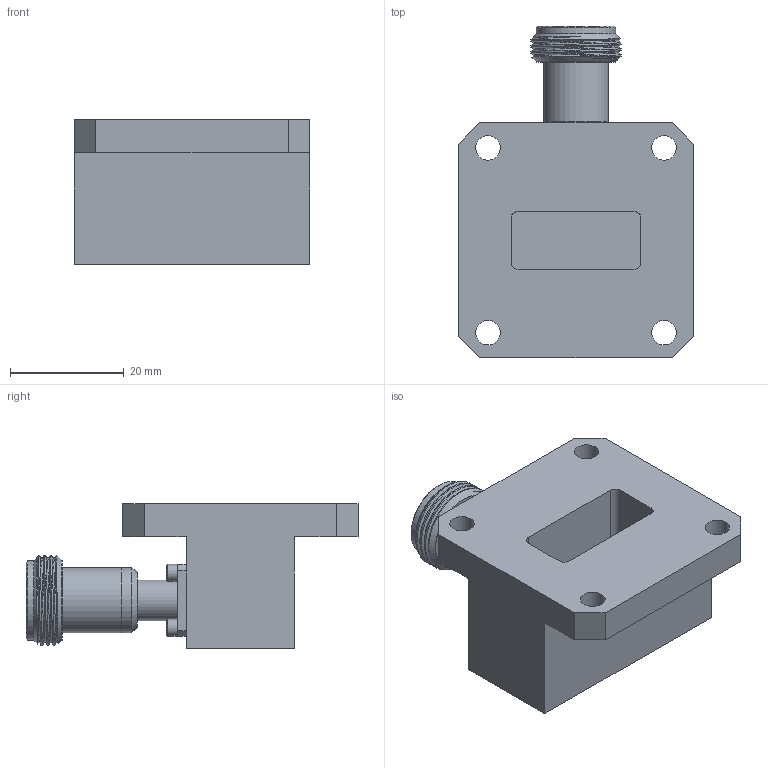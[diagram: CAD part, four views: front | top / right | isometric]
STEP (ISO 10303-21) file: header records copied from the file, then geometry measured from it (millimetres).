
FILE_DESCRIPTION (( 'STEP AP203' ), '1' );
FILE_NAME ('PE9801_3D.step', '2021-02-03T15:19:06', ( '' ), ( '' ), 'SwSTEP 2.0', 'SolidWorks 2018', '' );
FILE_SCHEMA (( 'CONFIG_CONTROL_DESIGN' ));
Length unit declared in the file: inch
Products named in the file (1): PE9801_3D
Bounding box: 41.4 x 58.4 x 25.43 mm (x, y, z)
Volume: 21771.1 mm3; surface area: 10240.1 mm2
Topology: 1 solids, 1 shells, 152 faces, 346 edges, 212 vertices
Faces by surface type: plane 86, cone 41, cylinder 22, bspline 3
Full cylindrical faces by diameter (mm): 1.524 x1, 2.54 x1, 2.997 x4, 4.318 x4, 7.112 x1, 7.366 x1, 8.382 x1, 11.431 x2, 13.971 x2
Entity records: 5229 total; most frequent: CARTESIAN_POINT 1945, DIRECTION 658, ORIENTED_EDGE 610, EDGE_CURVE 305, AXIS2_PLACEMENT_3D 245, EDGE_LOOP 206, VERTEX_POINT 201, FACE_OUTER_BOUND 169
